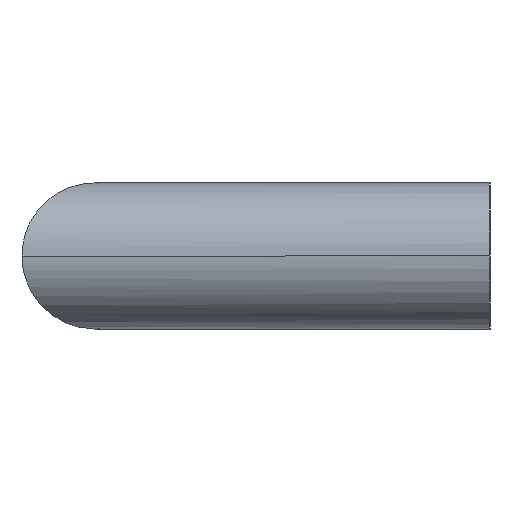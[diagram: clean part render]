
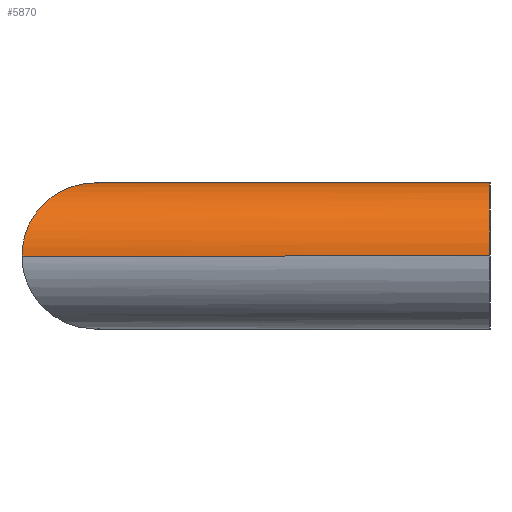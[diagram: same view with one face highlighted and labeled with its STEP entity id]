
A CAD part, left-side view. The second image highlights one B-rep face of the part: STEP entity #5870.
In plain terms, the highlighted cylindrical face has radius 5 mm (diameter 10 mm), a partial arc.
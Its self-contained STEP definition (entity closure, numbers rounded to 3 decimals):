
#100=CARTESIAN_POINT('',(-117.,32.,0.));
#110=VERTEX_POINT('',#100);
#330=CARTESIAN_POINT('',(-107.,22.,0.));
#340=VERTEX_POINT('',#330);
#370=CARTESIAN_POINT('',(-112.,27.,0.));
#380=DIRECTION('',(0.707,0.707,0.));
#390=DIRECTION('',(0.707,-0.707,-0.));
#400=AXIS2_PLACEMENT_3D('',#370,#380,#390);
#410=ELLIPSE('',#400,7.071,5.);
#420=CARTESIAN_POINT('',(-112.,27.,5.));
#430=VERTEX_POINT('',#420);
#440=EDGE_CURVE('',#430,#340,#410,.T.);
#460=EDGE_CURVE('',#110,#430,#410,.T.);
#710=CARTESIAN_POINT('',(-112.,0.,0.));
#720=DIRECTION('',(0.,1.,0.));
#730=DIRECTION('',(-1.,0.,0.));
#740=AXIS2_PLACEMENT_3D('',#710,#720,#730);
#750=CIRCLE('',#740,5.);
#760=CARTESIAN_POINT('',(-117.,0.,0.));
#770=VERTEX_POINT('',#760);
#780=CARTESIAN_POINT('',(-107.,0.,0.));
#790=VERTEX_POINT('',#780);
#800=EDGE_CURVE('',#770,#790,#750,.T.);
#920=CARTESIAN_POINT('',(-107.,16.,0.));
#930=DIRECTION('',(0.,1.,0.));
#940=VECTOR('',#930,1.);
#950=LINE('',#920,#940);
#960=EDGE_CURVE('',#790,#340,#950,.T.);
#1040=CARTESIAN_POINT('',(-117.,16.,0.));
#1050=DIRECTION('',(0.,1.,0.));
#1060=VECTOR('',#1050,1.);
#1070=LINE('',#1040,#1060);
#1080=EDGE_CURVE('',#770,#110,#1070,.T.);
#5750=CARTESIAN_POINT('',(-112.,16.,0.));
#5760=DIRECTION('',(0.,1.,0.));
#5770=DIRECTION('',(1.,-0.,0.));
#5780=AXIS2_PLACEMENT_3D('',#5750,#5760,#5770);
#5790=CYLINDRICAL_SURFACE('',#5780,5.);
#5800=ORIENTED_EDGE('',*,*,#440,.F.);
#5810=ORIENTED_EDGE('',*,*,#960,.T.);
#5820=ORIENTED_EDGE('',*,*,#800,.T.);
#5830=ORIENTED_EDGE('',*,*,#1080,.F.);
#5840=ORIENTED_EDGE('',*,*,#460,.F.);
#5850=EDGE_LOOP('',(#5840,#5830,#5820,#5810,#5800));
#5860=FACE_OUTER_BOUND('',#5850,.T.);
#5870=ADVANCED_FACE('',(#5860),#5790,.T.);
